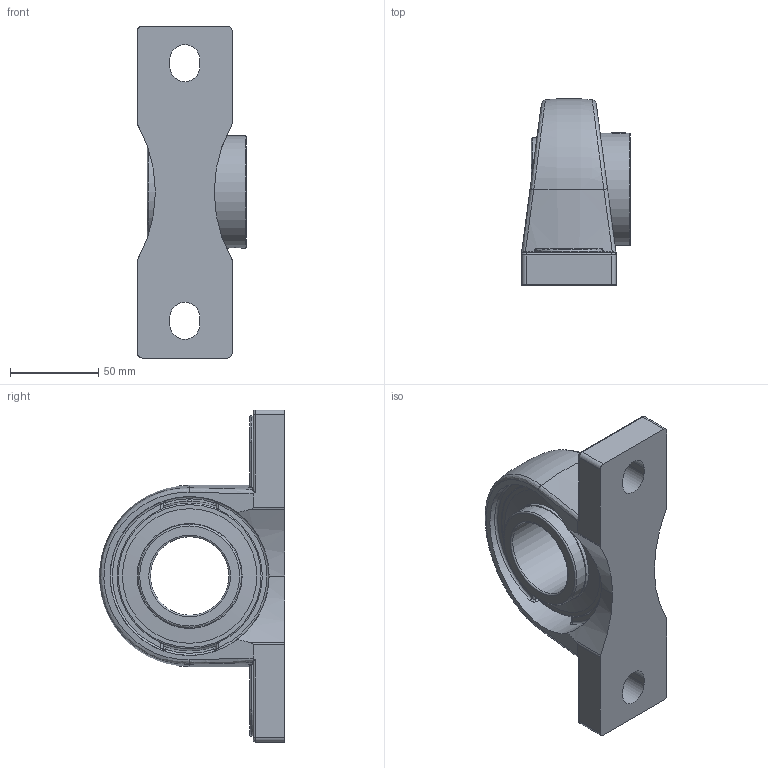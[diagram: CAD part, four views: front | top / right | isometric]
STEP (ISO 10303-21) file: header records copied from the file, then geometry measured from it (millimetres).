
FILE_DESCRIPTION(('HOOPS Exchange Step'),'2;1');
FILE_NAME('export-B2DE7EDA-1313-4270-8C2E-E6F9F2CF259F.stp','2020-05-21T08:33:31-07:00',('dkerr'),('Alibre'),'HOOPS Exchange 2020.0','Alibre','Unknown authorisation');
FILE_SCHEMA( ('AP242_MANAGED_MODEL_BASED_3D_ENGINEERING_MIM_LF {1 0 10303 442 1 1 4 }') );
Length unit declared in the file: inch
Products named in the file (8): SHC 209-28 L4L (1.750inch) (Race); SHC 209-28 (Collar); SHC 209 (Ball Bearing); SHC 209 (Shield); SHC 209 (Setscrew); MRN SHC 209-28 L4L (1.750inch); MRN SPM 209 L4L; MRN SHCSPM 209-28 L4L (1.750inch)
Assembly tree (7 placements, depth 3):
  MRN SHCSPM 209-28 L4L (1.750inch)
    MRN SHC 209-28 L4L (1.750inch)
      SHC 209-28 L4L (1.750inch) (Race)
      SHC 209-28 (Collar)
      SHC 209 (Ball Bearing)
      SHC 209 (Shield)
      SHC 209 (Setscrew)
    MRN SPM 209 L4L
Bounding box: 61.65 x 105.32 x 188 mm (x, y, z)
Volume: 329063.9 mm3; surface area: 100643.8 mm2
Topology: 16 solids, 16 shells, 200 faces, 529 edges, 339 vertices
Faces by surface type: cylinder 69, plane 55, torus 26, bspline 22, sphere 16, cone 12
Full cylindrical faces by diameter (mm): 7.925 x1, 7.938 x2, 44.45 x2, 53.746 x2, 58.42 x4, 59.436 x2, 63.5 x1, 75.184 x2, 76.2 x4, 90 x2, 95.22 x1
Entity records: 13199 total; most frequent: CARTESIAN_POINT 8086, DIRECTION 1071, ORIENTED_EDGE 1004, EDGE_CURVE 502, AXIS2_PLACEMENT_3D 457, VERTEX_POINT 339, CIRCLE 234, EDGE_LOOP 223
